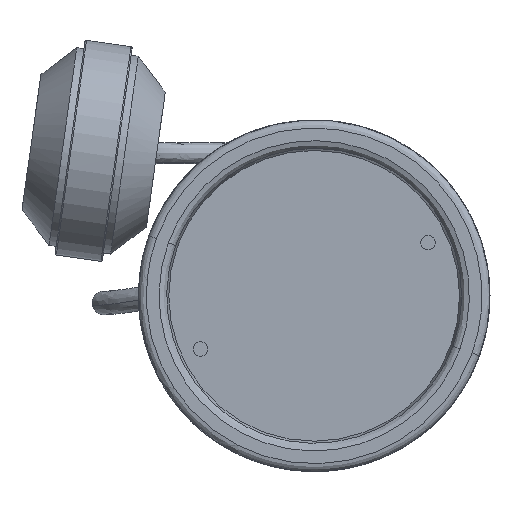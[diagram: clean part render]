
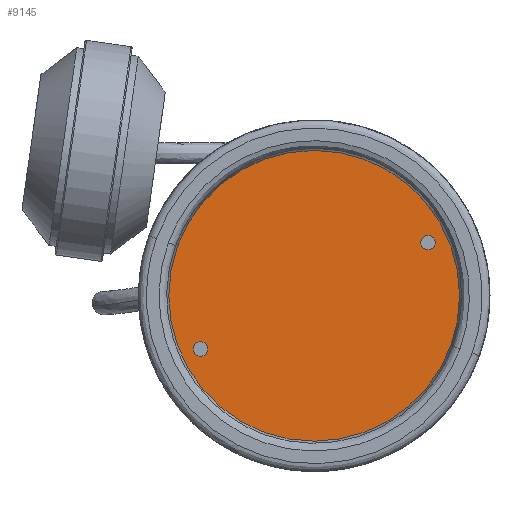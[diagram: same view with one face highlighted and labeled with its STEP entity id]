
A CAD part, front view. The second image highlights one B-rep face of the part: STEP entity #9145.
In plain terms, the highlighted planar face has unit normal (0, -1, 0).
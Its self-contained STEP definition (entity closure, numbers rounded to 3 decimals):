
#222 = CARTESIAN_POINT ( 'NONE',  ( -36.338, 5.2, -33.588 ) ) ;
#2275 = VERTEX_POINT ( 'NONE', #62620 ) ;
#2499 = AXIS2_PLACEMENT_3D ( 'NONE', #49469, #76552, #65427 ) ;
#5284 = CIRCLE ( 'NONE', #2499, 55. ) ;
#5843 = DIRECTION ( 'NONE',  ( 1., 0., 0. ) ) ;
#7427 = EDGE_CURVE ( 'NONE', #35339, #67187, #5284, .T. ) ;
#8020 = DIRECTION ( 'NONE',  ( 1., 0., 0. ) ) ;
#9145 = ADVANCED_FACE ( 'NONE', ( #19172, #75043, #81698 ), #53753, .F. ) ;
#9151 = EDGE_CURVE ( 'NONE', #71479, #2275, #84793, .T. ) ;
#9260 = EDGE_LOOP ( 'NONE', ( #25946, #40671 ) ) ;
#11094 = DIRECTION ( 'NONE',  ( 0., -1., 0. ) ) ;
#12944 = CARTESIAN_POINT ( 'NONE',  ( -110., 5.2, -110. ) ) ;
#13748 = ORIENTED_EDGE ( 'NONE', *, *, #34393, .F. ) ;
#14144 = CARTESIAN_POINT ( 'NONE',  ( 0., 5.2, -55. ) ) ;
#15164 = EDGE_CURVE ( 'NONE', #63575, #74761, #67087, .T. ) ;
#16360 = CARTESIAN_POINT ( 'NONE',  ( 0., 5.2, 0. ) ) ;
#18248 = AXIS2_PLACEMENT_3D ( 'NONE', #67079, #73305, #5843 ) ;
#18620 = CARTESIAN_POINT ( 'NONE',  ( -33.588, 5.2, -33.588 ) ) ;
#19172 = FACE_BOUND ( 'NONE', #86797, .T. ) ;
#21044 = AXIS2_PLACEMENT_3D ( 'NONE', #28018, #76782, #8020 ) ;
#25946 = ORIENTED_EDGE ( 'NONE', *, *, #7427, .T. ) ;
#26128 = DIRECTION ( 'NONE',  ( 1., 0., 0. ) ) ;
#27785 = CARTESIAN_POINT ( 'NONE',  ( 0., 5.2, 55. ) ) ;
#28018 = CARTESIAN_POINT ( 'NONE',  ( 33.588, 5.2, 33.588 ) ) ;
#29529 = CIRCLE ( 'NONE', #21044, 2.75 ) ;
#33603 = CARTESIAN_POINT ( 'NONE',  ( -30.838, 5.2, -33.588 ) ) ;
#34393 = EDGE_CURVE ( 'NONE', #74761, #63575, #66044, .T. ) ;
#35022 = DIRECTION ( 'NONE',  ( 0., 0., -1. ) ) ;
#35339 = VERTEX_POINT ( 'NONE', #14144 ) ;
#37408 = EDGE_CURVE ( 'NONE', #67187, #35339, #57565, .T. ) ;
#40442 = DIRECTION ( 'NONE',  ( 0., 0., 1. ) ) ;
#40671 = ORIENTED_EDGE ( 'NONE', *, *, #37408, .T. ) ;
#40877 = DIRECTION ( 'NONE',  ( 0., 1., 0. ) ) ;
#46426 = CARTESIAN_POINT ( 'NONE',  ( -33.588, 5.2, -33.588 ) ) ;
#48734 = DIRECTION ( 'NONE',  ( 0., -1., 0. ) ) ;
#49352 = AXIS2_PLACEMENT_3D ( 'NONE', #12944, #40877, #40442 ) ;
#49469 = CARTESIAN_POINT ( 'NONE',  ( 0., 5.2, 0. ) ) ;
#53753 = PLANE ( 'NONE',  #49352 ) ;
#57565 = CIRCLE ( 'NONE', #67437, 55. ) ;
#59725 = DIRECTION ( 'NONE',  ( 0., -1., 0. ) ) ;
#59833 = ORIENTED_EDGE ( 'NONE', *, *, #73470, .F. ) ;
#59978 = ORIENTED_EDGE ( 'NONE', *, *, #9151, .F. ) ;
#62620 = CARTESIAN_POINT ( 'NONE',  ( 36.338, 5.2, 33.588 ) ) ;
#63240 = ORIENTED_EDGE ( 'NONE', *, *, #15164, .F. ) ;
#63575 = VERTEX_POINT ( 'NONE', #33603 ) ;
#65427 = DIRECTION ( 'NONE',  ( 0., 0., -1. ) ) ;
#66044 = CIRCLE ( 'NONE', #73140, 2.75 ) ;
#67079 = CARTESIAN_POINT ( 'NONE',  ( 33.588, 5.2, 33.588 ) ) ;
#67087 = CIRCLE ( 'NONE', #69928, 2.75 ) ;
#67187 = VERTEX_POINT ( 'NONE', #27785 ) ;
#67437 = AXIS2_PLACEMENT_3D ( 'NONE', #16360, #48734, #35022 ) ;
#69928 = AXIS2_PLACEMENT_3D ( 'NONE', #18620, #11094, #26128 ) ;
#71479 = VERTEX_POINT ( 'NONE', #87103 ) ;
#73140 = AXIS2_PLACEMENT_3D ( 'NONE', #46426, #59725, #86367 ) ;
#73305 = DIRECTION ( 'NONE',  ( 0., -1., 0. ) ) ;
#73470 = EDGE_CURVE ( 'NONE', #2275, #71479, #29529, .T. ) ;
#74761 = VERTEX_POINT ( 'NONE', #222 ) ;
#75043 = FACE_BOUND ( 'NONE', #85402, .T. ) ;
#76552 = DIRECTION ( 'NONE',  ( 0., -1., 0. ) ) ;
#76782 = DIRECTION ( 'NONE',  ( 0., -1., 0. ) ) ;
#81698 = FACE_OUTER_BOUND ( 'NONE', #9260, .T. ) ;
#84793 = CIRCLE ( 'NONE', #18248, 2.75 ) ;
#85402 = EDGE_LOOP ( 'NONE', ( #63240, #13748 ) ) ;
#86367 = DIRECTION ( 'NONE',  ( 1., 0., 0. ) ) ;
#86797 = EDGE_LOOP ( 'NONE', ( #59833, #59978 ) ) ;
#87103 = CARTESIAN_POINT ( 'NONE',  ( 30.838, 5.2, 33.588 ) ) ;
